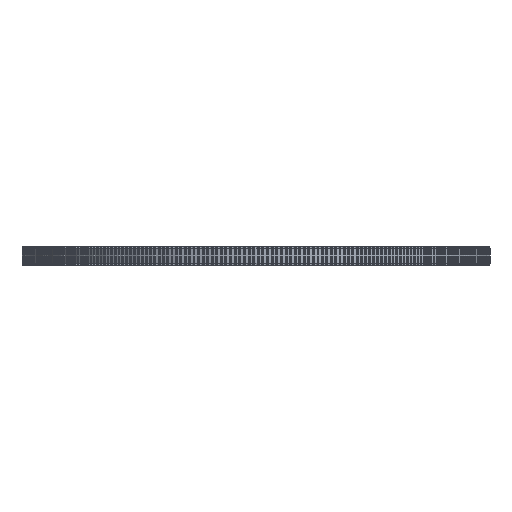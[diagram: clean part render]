
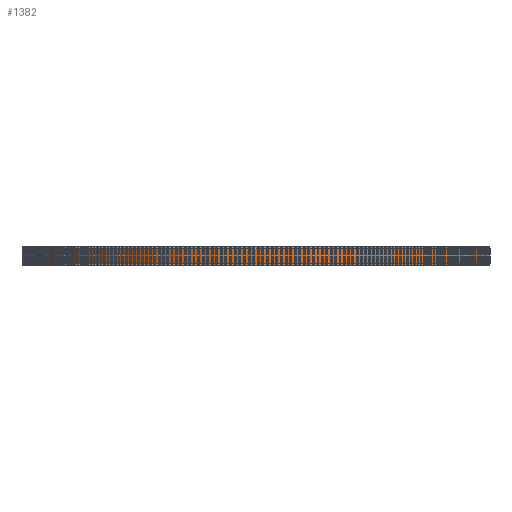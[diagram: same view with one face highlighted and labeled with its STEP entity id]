
A CAD part, front view. The second image highlights one B-rep face of the part: STEP entity #1382.
In plain terms, the highlighted cylindrical face has radius 100.268 mm (diameter 200.535 mm), a full revolution.
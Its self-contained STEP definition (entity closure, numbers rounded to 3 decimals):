
#97=FACE_BOUND('',#5168,.T.);
#98=FACE_BOUND('',#5169,.T.);
#1382=ADVANCED_FACE('',(#97,#98),#2643,.T.);
#2643=CYLINDRICAL_SURFACE('',#27863,100.268);
#5168=EDGE_LOOP('',(#15250));
#5169=EDGE_LOOP('',(#15251));
#15250=ORIENTED_EDGE('',*,*,#21554,.T.);
#15251=ORIENTED_EDGE('',*,*,#21555,.T.);
#17772=VERTEX_POINT('',#44260);
#17773=VERTEX_POINT('',#44262);
#21554=EDGE_CURVE('',#17772,#17772,#24076,.T.);
#21555=EDGE_CURVE('',#17773,#17773,#24077,.T.);
#24076=CIRCLE('',#27861,100.268);
#24077=CIRCLE('',#27862,100.268);
#27861=AXIS2_PLACEMENT_3D('',#44259,#36690,#36691);
#27862=AXIS2_PLACEMENT_3D('',#44261,#36692,#36693);
#27863=AXIS2_PLACEMENT_3D('',#44263,#36694,#36695);
#36690=DIRECTION('',(0.,0.,1.));
#36691=DIRECTION('',(1.,0.,0.));
#36692=DIRECTION('',(0.,0.,-1.));
#36693=DIRECTION('',(1.,0.,0.));
#36694=DIRECTION('',(0.,0.,1.));
#36695=DIRECTION('',(1.,0.,0.));
#44259=CARTESIAN_POINT('',(0.,0.,1.));
#44260=CARTESIAN_POINT('',(100.268,0.,1.));
#44261=CARTESIAN_POINT('',(0.,0.,7.));
#44262=CARTESIAN_POINT('',(100.268,0.,7.));
#44263=CARTESIAN_POINT('',(0.,0.,1.));
